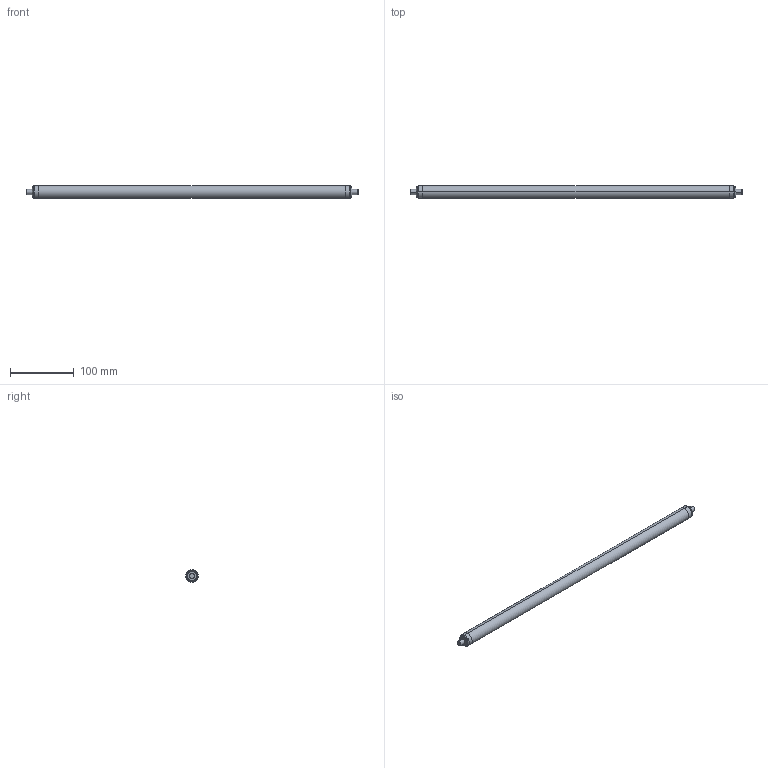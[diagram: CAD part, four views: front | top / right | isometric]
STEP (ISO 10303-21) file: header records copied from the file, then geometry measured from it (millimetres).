
FILE_DESCRIPTION (( 'STEP AP214' ), '1' );
FILE_NAME ('0034503.step', '2022-07-04T07:43:42', ( '' ), ( '' ), 'SwSTEP 2.0', 'SolidWorks 2020', '' );
FILE_SCHEMA (( 'AUTOMOTIVE_DESIGN' ));
Length unit declared in the file: millimetre
Products named in the file (1): 0034503
Bounding box: 520 x 20 x 20 mm (x, y, z)
Volume: 75723.5 mm3; surface area: 80242.7 mm2
Topology: 30 solids, 30 shells, 420 faces, 1128 edges, 672 vertices
Faces by surface type: bspline 154, plane 104, cylinder 90, cone 64, torus 8
Entity records: 24369 total; most frequent: CARTESIAN_POINT 10053, ORIENTED_EDGE 2040, DIRECTION 1910, EDGE_CURVE 1020, AXIS2_PLACEMENT_3D 875, VERTEX_POINT 672, CIRCLE 608, UNCERTAINTY_MEASURE_WITH_UNIT 452
